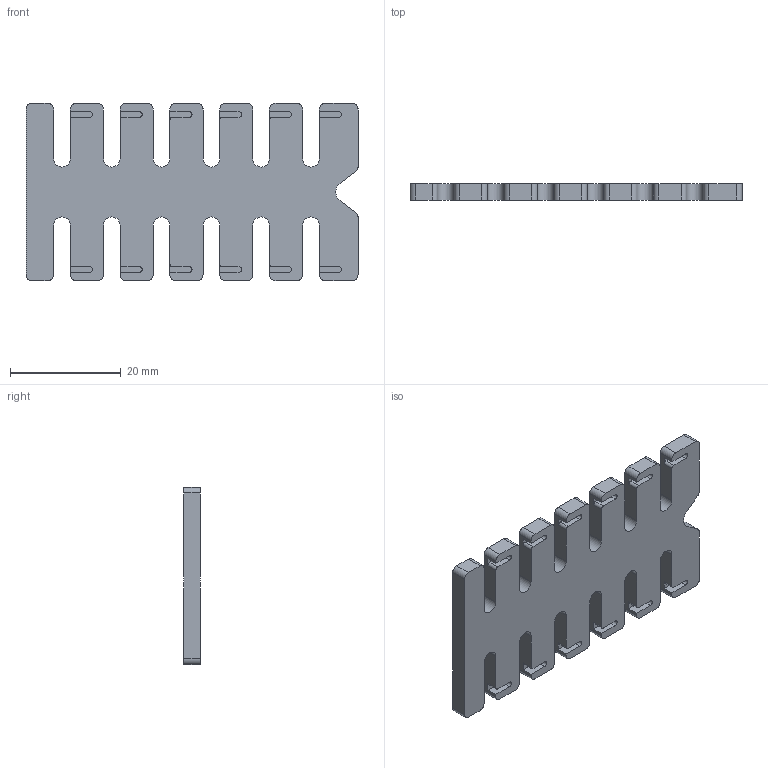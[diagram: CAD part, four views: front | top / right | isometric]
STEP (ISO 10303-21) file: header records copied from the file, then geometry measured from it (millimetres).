
FILE_DESCRIPTION(/* description */ ('Unknown'),/* implementation_level */ '2;1');
FILE_NAME(/* name */ 'FB180918K.01 - Rozdzielacz pigtaili_rev.B',/* time_stamp */ '2018-09-27T13:36:49+02:00',/* author */ ('Unknown'),/* organization */ ('Unknown'),/* preprocessor_version */ 'ST-DEVELOPER v16.7',/* originating_system */ 'DEX',/* authorisation */ $);
FILE_SCHEMA (('AUTOMOTIVE_DESIGN {1 0 10303 214 3 1 1}'));
Length unit declared in the file: millimetre
Products named in the file (1): FB180918K.01 - Rozdzielacz pigtaili_rev.B
Bounding box: 60 x 3 x 32 mm (x, y, z)
Volume: 4380.7 mm3; surface area: 4468.4 mm2
Topology: 1 solids, 1 shells, 148 faces, 438 edges, 292 vertices
Faces by surface type: plane 81, cylinder 67
Entity records: 5006 total; most frequent: CARTESIAN_POINT 879, ORIENTED_EDGE 876, DIRECTION 870, EDGE_CURVE 438, LINE 304, VECTOR 304, VERTEX_POINT 292, AXIS2_PLACEMENT_3D 283
